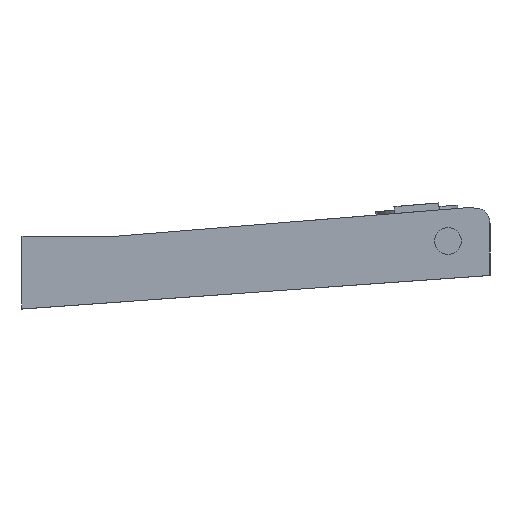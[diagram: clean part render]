
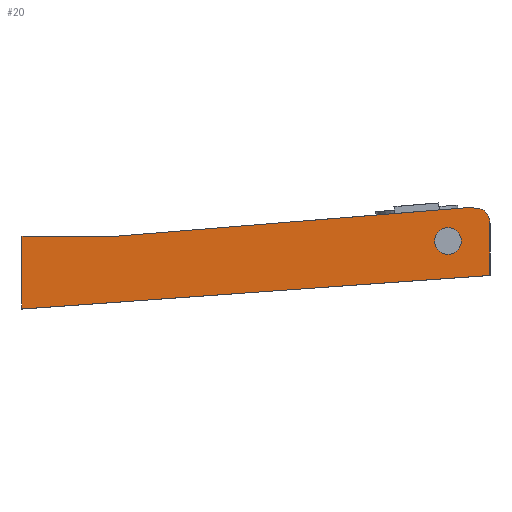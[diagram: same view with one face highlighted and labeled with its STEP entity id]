
A CAD part, left-side view. The second image highlights one B-rep face of the part: STEP entity #20.
In plain terms, the highlighted planar face has unit normal (-1, 0, 0).
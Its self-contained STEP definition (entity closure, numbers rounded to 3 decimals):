
#20 = ADVANCED_FACE ( 'NONE', ( #1543, #1704 ), #2631, .F. ) ;
#45 = CARTESIAN_POINT ( 'NONE',  ( 0., 6.383, 19.07 ) ) ;
#110 = CARTESIAN_POINT ( 'NONE',  ( 0., 4.5, 16.8 ) ) ;
#154 = DIRECTION ( 'NONE',  ( 0., -0.986, -0.164 ) ) ;
#161 = CARTESIAN_POINT ( 'NONE',  ( 0., 4.5, 7.2 ) ) ;
#170 = LINE ( 'NONE', #939, #3073 ) ;
#179 = DIRECTION ( 'NONE',  ( 0., 0., 1. ) ) ;
#187 = VERTEX_POINT ( 'NONE', #439 ) ;
#231 = ORIENTED_EDGE ( 'NONE', *, *, #752, .F. ) ;
#251 = DIRECTION ( 'NONE',  ( 0., 0., -1. ) ) ;
#271 = VERTEX_POINT ( 'NONE', #1919 ) ;
#320 = EDGE_CURVE ( 'NONE', #794, #271, #2627, .T. ) ;
#338 = ORIENTED_EDGE ( 'NONE', *, *, #1493, .F. ) ;
#349 = CARTESIAN_POINT ( 'NONE',  ( 0., 88., 0. ) ) ;
#378 = CARTESIAN_POINT ( 'NONE',  ( 0., 12., 15.715 ) ) ;
#423 = ORIENTED_EDGE ( 'NONE', *, *, #2849, .F. ) ;
#439 = CARTESIAN_POINT ( 'NONE',  ( 0., 88., 14.2 ) ) ;
#454 = DIRECTION ( 'NONE',  ( 0., -0.997, 0.081 ) ) ;
#555 = AXIS2_PLACEMENT_3D ( 'NONE', #746, #1248, #251 ) ;
#630 = AXIS2_PLACEMENT_3D ( 'NONE', #702, #1494, #179 ) ;
#640 = DIRECTION ( 'NONE',  ( -1., 0., 0. ) ) ;
#702 = CARTESIAN_POINT ( 'NONE',  ( 0., 12., 13.34 ) ) ;
#712 = DIRECTION ( 'NONE',  ( 0., -0.997, 0.072 ) ) ;
#746 = CARTESIAN_POINT ( 'NONE',  ( 0., 6.5, 16.471 ) ) ;
#752 = EDGE_CURVE ( 'NONE', #1838, #187, #2238, .T. ) ;
#762 = ORIENTED_EDGE ( 'NONE', *, *, #2995, .F. ) ;
#794 = VERTEX_POINT ( 'NONE', #1676 ) ;
#814 = CARTESIAN_POINT ( 'NONE',  ( 0., 88., 1.2 ) ) ;
#819 = DIRECTION ( 'NONE',  ( 0., 0., -1. ) ) ;
#878 = AXIS2_PLACEMENT_3D ( 'NONE', #2141, #640, #2097 ) ;
#939 = CARTESIAN_POINT ( 'NONE',  ( 0., 5.2, 18.873 ) ) ;
#960 = DIRECTION ( 'NONE',  ( 0., -0.32, -0.947 ) ) ;
#1010 = EDGE_CURVE ( 'NONE', #2616, #1752, #1054, .T. ) ;
#1040 = ORIENTED_EDGE ( 'NONE', *, *, #1918, .F. ) ;
#1054 = CIRCLE ( 'NONE', #878, 2. ) ;
#1163 = VECTOR ( 'NONE', #819, 1000. ) ;
#1188 = VERTEX_POINT ( 'NONE', #2852 ) ;
#1212 = DIRECTION ( 'NONE',  ( 0., -1., 0. ) ) ;
#1224 = CARTESIAN_POINT ( 'NONE',  ( 0., 71.13, 14.2 ) ) ;
#1248 = DIRECTION ( 'NONE',  ( -1., 0., 0. ) ) ;
#1256 = VECTOR ( 'NONE', #454, 1000. ) ;
#1279 = AXIS2_PLACEMENT_3D ( 'NONE', #1903, #2412, #2872 ) ;
#1337 = VERTEX_POINT ( 'NONE', #378 ) ;
#1401 = EDGE_CURVE ( 'NONE', #2489, #1337, #2931, .T. ) ;
#1493 = EDGE_CURVE ( 'NONE', #2616, #271, #170, .T. ) ;
#1494 = DIRECTION ( 'NONE',  ( -1., 0., 0. ) ) ;
#1528 = CARTESIAN_POINT ( 'NONE',  ( 0., 71.13, 14.2 ) ) ;
#1529 = VECTOR ( 'NONE', #1212, 1000. ) ;
#1543 = FACE_BOUND ( 'NONE', #1738, .T. ) ;
#1550 = EDGE_CURVE ( 'NONE', #1838, #1188, #2835, .T. ) ;
#1584 = EDGE_CURVE ( 'NONE', #187, #1723, #2270, .T. ) ;
#1589 = CIRCLE ( 'NONE', #2235, 2.375 ) ;
#1662 = VERTEX_POINT ( 'NONE', #1735 ) ;
#1666 = ORIENTED_EDGE ( 'NONE', *, *, #1010, .T. ) ;
#1676 = CARTESIAN_POINT ( 'NONE',  ( 0., 4.5, 16.471 ) ) ;
#1704 = FACE_OUTER_BOUND ( 'NONE', #3032, .T. ) ;
#1723 = VERTEX_POINT ( 'NONE', #1528 ) ;
#1735 = CARTESIAN_POINT ( 'NONE',  ( 0., 8., 19.34 ) ) ;
#1738 = EDGE_LOOP ( 'NONE', ( #423, #2539 ) ) ;
#1752 = VERTEX_POINT ( 'NONE', #45 ) ;
#1822 = LINE ( 'NONE', #2387, #2760 ) ;
#1838 = VERTEX_POINT ( 'NONE', #814 ) ;
#1896 = CARTESIAN_POINT ( 'NONE',  ( 0., 4.816, 17.737 ) ) ;
#1901 = LINE ( 'NONE', #110, #1163 ) ;
#1903 = CARTESIAN_POINT ( 'NONE',  ( 0., 0., 0. ) ) ;
#1918 = EDGE_CURVE ( 'NONE', #794, #1188, #1901, .T. ) ;
#1919 = CARTESIAN_POINT ( 'NONE',  ( 0., 4.605, 17.111 ) ) ;
#1963 = DIRECTION ( 'NONE',  ( 0., 0., 1. ) ) ;
#1993 = VECTOR ( 'NONE', #712, 1000. ) ;
#2038 = ORIENTED_EDGE ( 'NONE', *, *, #3155, .F. ) ;
#2097 = DIRECTION ( 'NONE',  ( 0., 0., -1. ) ) ;
#2113 = CARTESIAN_POINT ( 'NONE',  ( 0., 12., 10.965 ) ) ;
#2141 = CARTESIAN_POINT ( 'NONE',  ( 0., 6.711, 17.098 ) ) ;
#2234 = CARTESIAN_POINT ( 'NONE',  ( 0., 12., 13.34 ) ) ;
#2235 = AXIS2_PLACEMENT_3D ( 'NONE', #2234, #2729, #1963 ) ;
#2238 = LINE ( 'NONE', #349, #2603 ) ;
#2270 = LINE ( 'NONE', #2453, #1529 ) ;
#2387 = CARTESIAN_POINT ( 'NONE',  ( 0., 8., 19.34 ) ) ;
#2390 = ORIENTED_EDGE ( 'NONE', *, *, #1550, .T. ) ;
#2412 = DIRECTION ( 'NONE',  ( 1., 0., 0. ) ) ;
#2453 = CARTESIAN_POINT ( 'NONE',  ( 0., 88., 14.2 ) ) ;
#2484 = ORIENTED_EDGE ( 'NONE', *, *, #320, .T. ) ;
#2489 = VERTEX_POINT ( 'NONE', #2113 ) ;
#2539 = ORIENTED_EDGE ( 'NONE', *, *, #1401, .F. ) ;
#2603 = VECTOR ( 'NONE', #3064, 1000. ) ;
#2616 = VERTEX_POINT ( 'NONE', #1896 ) ;
#2627 = CIRCLE ( 'NONE', #555, 2. ) ;
#2631 = PLANE ( 'NONE',  #1279 ) ;
#2727 = ORIENTED_EDGE ( 'NONE', *, *, #1584, .F. ) ;
#2729 = DIRECTION ( 'NONE',  ( -1., 0., 0. ) ) ;
#2760 = VECTOR ( 'NONE', #154, 1000. ) ;
#2835 = LINE ( 'NONE', #161, #1993 ) ;
#2849 = EDGE_CURVE ( 'NONE', #1337, #2489, #1589, .T. ) ;
#2852 = CARTESIAN_POINT ( 'NONE',  ( 0., 4.5, 7.2 ) ) ;
#2872 = DIRECTION ( 'NONE',  ( 0., 0., -1. ) ) ;
#2931 = CIRCLE ( 'NONE', #630, 2.375 ) ;
#2995 = EDGE_CURVE ( 'NONE', #1662, #1752, #1822, .T. ) ;
#3032 = EDGE_LOOP ( 'NONE', ( #231, #2390, #1040, #2484, #338, #1666, #762, #2038, #2727 ) ) ;
#3064 = DIRECTION ( 'NONE',  ( 0., 0., 1. ) ) ;
#3073 = VECTOR ( 'NONE', #960, 1000. ) ;
#3155 = EDGE_CURVE ( 'NONE', #1723, #1662, #3187, .T. ) ;
#3187 = LINE ( 'NONE', #1224, #1256 ) ;
